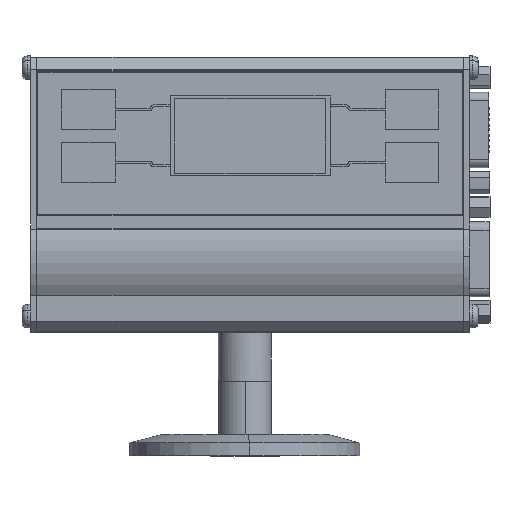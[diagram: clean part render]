
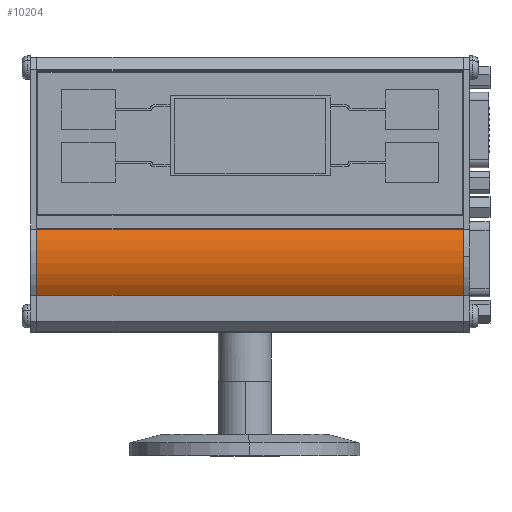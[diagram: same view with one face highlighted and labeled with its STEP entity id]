
A CAD part, top view. The second image highlights one B-rep face of the part: STEP entity #10204.
In plain terms, the highlighted cylindrical face has radius 16.573 mm (diameter 33.147 mm), a partial arc.
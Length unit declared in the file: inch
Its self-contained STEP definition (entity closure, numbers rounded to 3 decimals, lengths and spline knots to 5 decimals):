
#196 = CIRCLE ( 'NONE', #583, 0.6525 ) ;
#583 = AXIS2_PLACEMENT_3D ( 'NONE', #8727, #22563, #2226 ) ;
#1771 = DIRECTION ( 'NONE',  ( 0., 0., 1. ) ) ;
#2226 = DIRECTION ( 'NONE',  ( 0., 0., 1. ) ) ;
#3966 = DIRECTION ( 'NONE',  ( -1., 0., 0. ) ) ;
#4106 = DIRECTION ( 'NONE',  ( 0., 0., -1. ) ) ;
#5152 = EDGE_CURVE ( 'NONE', #11550, #28758, #196, .T. ) ;
#7094 = FACE_OUTER_BOUND ( 'NONE', #7596, .T. ) ;
#7533 = ORIENTED_EDGE ( 'NONE', *, *, #8259, .F. ) ;
#7596 = EDGE_LOOP ( 'NONE', ( #26026, #7533, #28898, #26543 ) ) ;
#8259 = EDGE_CURVE ( 'NONE', #28758, #9869, #15400, .T. ) ;
#8341 = EDGE_CURVE ( 'NONE', #11550, #18663, #27885, .T. ) ;
#8727 = CARTESIAN_POINT ( 'NONE',  ( -2., 0.002, 0. ) ) ;
#8801 = DIRECTION ( 'NONE',  ( 1., 0., 0. ) ) ;
#9158 = CARTESIAN_POINT ( 'NONE',  ( -2., 0.25565, 0.60118 ) ) ;
#9380 = VECTOR ( 'NONE', #13123, 39.37008 ) ;
#9600 = CYLINDRICAL_SURFACE ( 'NONE', #16790, 0.6525 ) ;
#9869 = VERTEX_POINT ( 'NONE', #28018 ) ;
#10080 = VECTOR ( 'NONE', #19826, 39.37008 ) ;
#10204 = ADVANCED_FACE ( 'NONE', ( #7094 ), #9600, .T. ) ;
#11375 = CIRCLE ( 'NONE', #21743, 0.6525 ) ;
#11550 = VERTEX_POINT ( 'NONE', #27887 ) ;
#13123 = DIRECTION ( 'NONE',  ( 1., 0., 0. ) ) ;
#15317 = CARTESIAN_POINT ( 'NONE',  ( -2., 0.25565, 0.60118 ) ) ;
#15365 = CARTESIAN_POINT ( 'NONE',  ( 2., 0.002, 0. ) ) ;
#15400 = LINE ( 'NONE', #15317, #9380 ) ;
#16790 = AXIS2_PLACEMENT_3D ( 'NONE', #29186, #8801, #4106 ) ;
#16844 = EDGE_CURVE ( 'NONE', #18663, #9869, #11375, .T. ) ;
#18663 = VERTEX_POINT ( 'NONE', #25498 ) ;
#19826 = DIRECTION ( 'NONE',  ( 1., 0., 0. ) ) ;
#21743 = AXIS2_PLACEMENT_3D ( 'NONE', #15365, #3966, #1771 ) ;
#22563 = DIRECTION ( 'NONE',  ( -1., 0., 0. ) ) ;
#25498 = CARTESIAN_POINT ( 'NONE',  ( 2., -0.36052, 0.54253 ) ) ;
#26026 = ORIENTED_EDGE ( 'NONE', *, *, #16844, .T. ) ;
#26543 = ORIENTED_EDGE ( 'NONE', *, *, #8341, .T. ) ;
#26894 = CARTESIAN_POINT ( 'NONE',  ( -2., -0.36052, 0.54253 ) ) ;
#27885 = LINE ( 'NONE', #26894, #10080 ) ;
#27887 = CARTESIAN_POINT ( 'NONE',  ( -2., -0.36052, 0.54253 ) ) ;
#28018 = CARTESIAN_POINT ( 'NONE',  ( 2., 0.25565, 0.60118 ) ) ;
#28758 = VERTEX_POINT ( 'NONE', #9158 ) ;
#28898 = ORIENTED_EDGE ( 'NONE', *, *, #5152, .F. ) ;
#29186 = CARTESIAN_POINT ( 'NONE',  ( -2., 0.002, 0. ) ) ;
